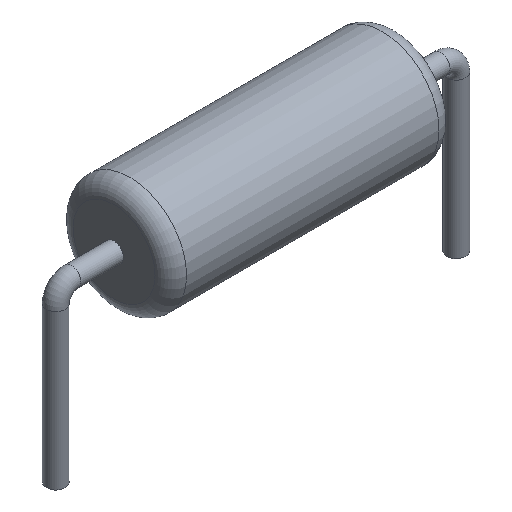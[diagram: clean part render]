
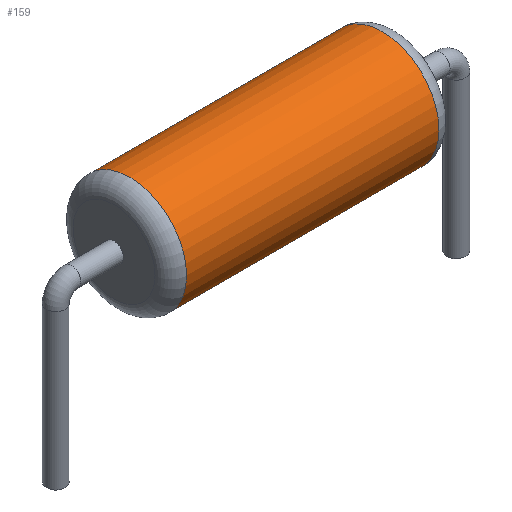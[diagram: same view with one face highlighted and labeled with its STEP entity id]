
A CAD part, isometric view. The second image highlights one B-rep face of the part: STEP entity #159.
In plain terms, the highlighted cylindrical face has radius 1.8 mm (diameter 3.6 mm), a full revolution.
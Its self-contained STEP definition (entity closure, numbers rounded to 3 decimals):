
#40=CYLINDRICAL_SURFACE($,#183,1.8);
#46=FACE_BOUND($,#72,.T.);
#55=FACE_OUTER_BOUND($,#71,.T.);
#71=EDGE_LOOP($,(#132));
#72=EDGE_LOOP($,(#133));
#94=CIRCLE($,#182,1.8);
#95=CIRCLE($,#184,1.8);
#107=VERTEX_POINT($,#272);
#108=VERTEX_POINT($,#275);
#119=EDGE_CURVE($,#107,#107,#94,.T.);
#120=EDGE_CURVE($,#108,#108,#95,.T.);
#132=ORIENTED_EDGE($,*,*,#120,.F.);
#133=ORIENTED_EDGE($,*,*,#119,.F.);
#159=ADVANCED_FACE($,(#55,#46),#40,.T.);
#182=AXIS2_PLACEMENT_3D($,#273,#214,#215);
#183=AXIS2_PLACEMENT_3D($,#274,#216,#217);
#184=AXIS2_PLACEMENT_3D($,#276,#218,#219);
#214=DIRECTION('center_axis',(-1.,0.,0.));
#215=DIRECTION('ref_axis',(0.,-1.,0.));
#216=DIRECTION('center_axis',(1.,0.,0.));
#217=DIRECTION('ref_axis',(0.,1.,0.));
#218=DIRECTION('center_axis',(1.,0.,0.));
#219=DIRECTION('ref_axis',(0.,-1.,0.));
#272=CARTESIAN_POINT('',(-4.,1.8,1.8));
#273=CARTESIAN_POINT('Origin',(-4.,0.,1.8));
#274=CARTESIAN_POINT('Origin',(-4.5,0.,1.8));
#275=CARTESIAN_POINT('',(4.,1.8,1.8));
#276=CARTESIAN_POINT('Origin',(4.,0.,1.8));
